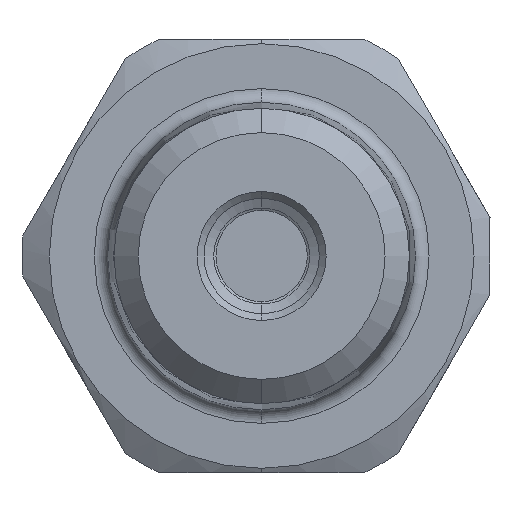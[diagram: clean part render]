
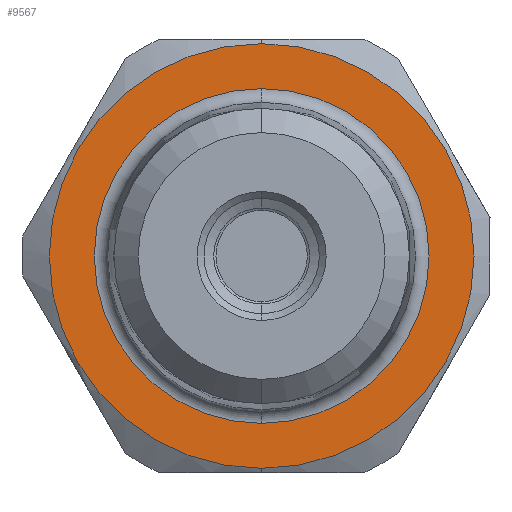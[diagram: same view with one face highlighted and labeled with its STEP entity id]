
A CAD part, front view. The second image highlights one B-rep face of the part: STEP entity #9567.
In plain terms, the highlighted planar face has unit normal (0, -1, 0).
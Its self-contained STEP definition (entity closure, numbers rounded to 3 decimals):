
#364 = CIRCLE ( 'NONE', #13420, 7.332 ) ;
#474 = ORIENTED_EDGE ( 'NONE', *, *, #2362, .T. ) ;
#1253 = VERTEX_POINT ( 'NONE', #10860 ) ;
#1701 = VERTEX_POINT ( 'NONE', #6196 ) ;
#2020 = AXIS2_PLACEMENT_3D ( 'NONE', #12998, #6018, #14181 ) ;
#2362 = EDGE_CURVE ( 'NONE', #1701, #3971, #14613, .T. ) ;
#3270 = CARTESIAN_POINT ( 'NONE',  ( 9.3, 10., 0. ) ) ;
#3296 = CARTESIAN_POINT ( 'NONE',  ( 0., 10., 0. ) ) ;
#3536 = ORIENTED_EDGE ( 'NONE', *, *, #12031, .T. ) ;
#3718 = ORIENTED_EDGE ( 'NONE', *, *, #4272, .T. ) ;
#3971 = VERTEX_POINT ( 'NONE', #9306 ) ;
#4272 = EDGE_CURVE ( 'NONE', #1253, #14638, #12857, .T. ) ;
#4325 = DIRECTION ( 'NONE',  ( 0., 1., 0. ) ) ;
#4463 = DIRECTION ( 'NONE',  ( 0., 0., -1. ) ) ;
#4534 = DIRECTION ( 'NONE',  ( 0., -1., 0. ) ) ;
#4682 = FACE_BOUND ( 'NONE', #12441, .T. ) ;
#5475 = ORIENTED_EDGE ( 'NONE', *, *, #7506, .T. ) ;
#5611 = DIRECTION ( 'NONE',  ( 0., -1., 0. ) ) ;
#6018 = DIRECTION ( 'NONE',  ( 0., -1., 0. ) ) ;
#6196 = CARTESIAN_POINT ( 'NONE',  ( 0., 10., 9.3 ) ) ;
#7420 = FACE_OUTER_BOUND ( 'NONE', #10050, .T. ) ;
#7506 = EDGE_CURVE ( 'NONE', #3971, #1701, #11506, .T. ) ;
#9306 = CARTESIAN_POINT ( 'NONE',  ( 0., 10., -9.3 ) ) ;
#9567 = ADVANCED_FACE ( 'NONE', ( #4682, #7420 ), #14869, .T. ) ;
#10050 = EDGE_LOOP ( 'NONE', ( #474, #5475 ) ) ;
#10439 = AXIS2_PLACEMENT_3D ( 'NONE', #3270, #5611, #13777 ) ;
#10860 = CARTESIAN_POINT ( 'NONE',  ( 0., 10., 7.332 ) ) ;
#11333 = CARTESIAN_POINT ( 'NONE',  ( 0., 10., 0. ) ) ;
#11476 = DIRECTION ( 'NONE',  ( 0., 1., 0. ) ) ;
#11506 = CIRCLE ( 'NONE', #13206, 9.3 ) ;
#11532 = CARTESIAN_POINT ( 'NONE',  ( 0., 10., 0. ) ) ;
#12031 = EDGE_CURVE ( 'NONE', #14638, #1253, #364, .T. ) ;
#12441 = EDGE_LOOP ( 'NONE', ( #3536, #3718 ) ) ;
#12474 = DIRECTION ( 'NONE',  ( 0., 0., -1. ) ) ;
#12670 = DIRECTION ( 'NONE',  ( 0., 0., -1. ) ) ;
#12857 = CIRCLE ( 'NONE', #13653, 7.332 ) ;
#12998 = CARTESIAN_POINT ( 'NONE',  ( 0., 10., 0. ) ) ;
#13206 = AXIS2_PLACEMENT_3D ( 'NONE', #11532, #4534, #12670 ) ;
#13420 = AXIS2_PLACEMENT_3D ( 'NONE', #3296, #11476, #4463 ) ;
#13653 = AXIS2_PLACEMENT_3D ( 'NONE', #11333, #4325, #12474 ) ;
#13777 = DIRECTION ( 'NONE',  ( 0., 0., -1. ) ) ;
#14181 = DIRECTION ( 'NONE',  ( 0., 0., -1. ) ) ;
#14417 = CARTESIAN_POINT ( 'NONE',  ( 0., 10., -7.332 ) ) ;
#14613 = CIRCLE ( 'NONE', #2020, 9.3 ) ;
#14638 = VERTEX_POINT ( 'NONE', #14417 ) ;
#14869 = PLANE ( 'NONE',  #10439 ) ;
